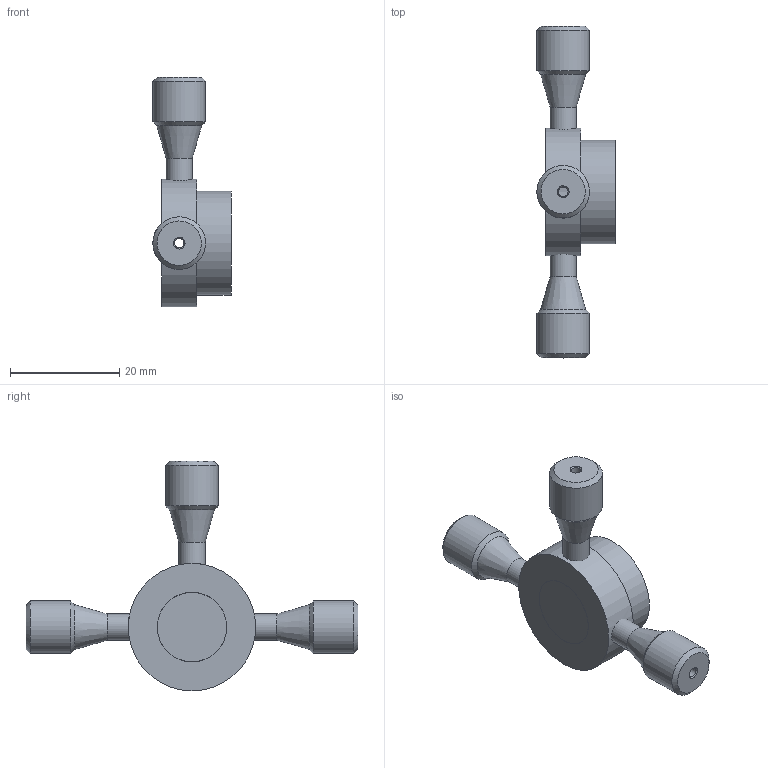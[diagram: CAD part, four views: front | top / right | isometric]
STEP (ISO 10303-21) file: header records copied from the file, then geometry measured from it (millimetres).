
FILE_DESCRIPTION((''),'2;1');
FILE_NAME('305065-MT1PK Micro volume 1-16 polymeric Tee.stp','2013-08-22T09:12:20',('Franzp'),(''),'Autodesk Inventor 2013','Autodesk Inventor 2013','');
FILE_SCHEMA(('AUTOMOTIVE_DESIGN { 1 0 10303 214 1 1 1 1 }'));
Length unit declared in the file: millimetre
Products named in the file (1): 305065_Shrinkwrap_1
Bounding box: 14.35 x 60.85 x 42.11 mm (x, y, z)
Surface area: 3891.5 mm2 (no closed solid volume)
Topology: 0 solids, 6 shells, 33 faces, 73 edges, 47 vertices
Faces by surface type: cone 13, cylinder 12, plane 8
Full cylindrical faces by diameter (mm): 1.77 x3, 3.302 x1, 4.826 x3, 9.652 x3, 19.05 x1, 23.368 x1
Entity records: 936 total; most frequent: CARTESIAN_POINT 225, DIRECTION 142, AXIS2_PLACEMENT_3D 71, ORIENTED_EDGE 70, EDGE_LOOP 67, VERTEX_POINT 43, EDGE_CURVE 43, CIRCLE 37
